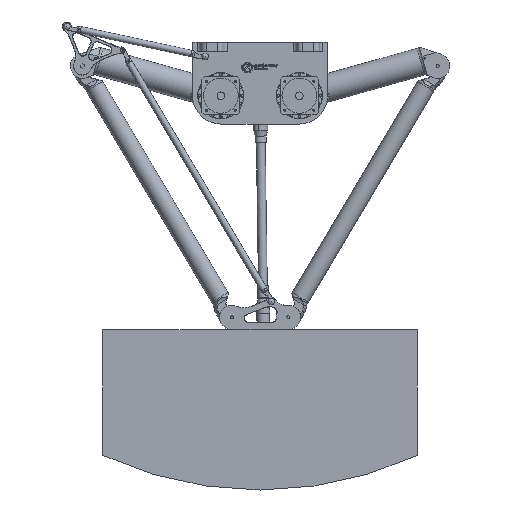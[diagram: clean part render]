
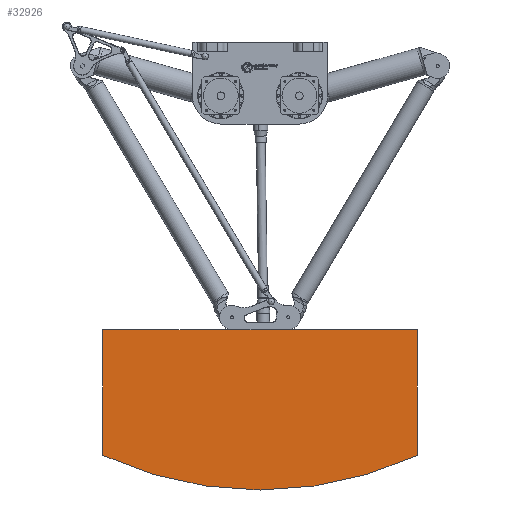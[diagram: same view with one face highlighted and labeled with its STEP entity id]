
A CAD part, left-side view. The second image highlights one B-rep face of the part: STEP entity #32926.
In plain terms, the highlighted face is planar.
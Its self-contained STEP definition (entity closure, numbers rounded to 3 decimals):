
#3681=CIRCLE('',#37160,1191.364);
#6265=FACE_OUTER_BOUND('',#8682,.T.);
#8682=EDGE_LOOP('',(#30032,#30033,#30034,#30035));
#11207=LINE('',#61673,#13735);
#11208=LINE('',#61674,#13736);
#11209=LINE('',#61675,#13737);
#13735=VECTOR('',#47141,10.);
#13736=VECTOR('',#47142,10.);
#13737=VECTOR('',#47143,10.);
#16639=VERTEX_POINT('',#61665);
#16640=VERTEX_POINT('',#61667);
#16641=VERTEX_POINT('',#61671);
#16642=VERTEX_POINT('',#61672);
#21104=EDGE_CURVE('',#16639,#16640,#3681,.T.);
#21106=EDGE_CURVE('',#16641,#16642,#11207,.T.);
#21107=EDGE_CURVE('',#16640,#16641,#11208,.T.);
#21108=EDGE_CURVE('',#16642,#16639,#11209,.T.);
#30032=ORIENTED_EDGE('',*,*,#21106,.F.);
#30033=ORIENTED_EDGE('',*,*,#21107,.F.);
#30034=ORIENTED_EDGE('',*,*,#21104,.F.);
#30035=ORIENTED_EDGE('',*,*,#21108,.F.);
#30981=PLANE('',#37161);
#32926=ADVANCED_FACE('',(#6265),#30981,.F.);
#37160=AXIS2_PLACEMENT_3D('',#61668,#47136,#47137);
#37161=AXIS2_PLACEMENT_3D('',#61670,#47139,#47140);
#47136=DIRECTION('center_axis',(0.,0.,1.));
#47137=DIRECTION('ref_axis',(0.42,0.908,0.));
#47139=DIRECTION('center_axis',(0.,0.,1.));
#47140=DIRECTION('ref_axis',(1.,0.,0.));
#47141=DIRECTION('',(1.,0.,0.));
#47142=DIRECTION('',(0.,-1.,0.));
#47143=DIRECTION('',(0.,1.,0.));
#61665=CARTESIAN_POINT('',(500.,200.,-0.5));
#61667=CARTESIAN_POINT('',(-500.,200.,-0.5));
#61668=CARTESIAN_POINT('Origin',(0.,-881.364,
-0.5));
#61670=CARTESIAN_POINT('Origin',(0.,0.,
-0.5));
#61671=CARTESIAN_POINT('',(-500.,-200.,-0.5));
#61672=CARTESIAN_POINT('',(500.,-200.,-0.5));
#61673=CARTESIAN_POINT('',(500.,-200.,-0.5));
#61674=CARTESIAN_POINT('',(-500.,-200.,-0.5));
#61675=CARTESIAN_POINT('',(500.,200.,-0.5));
